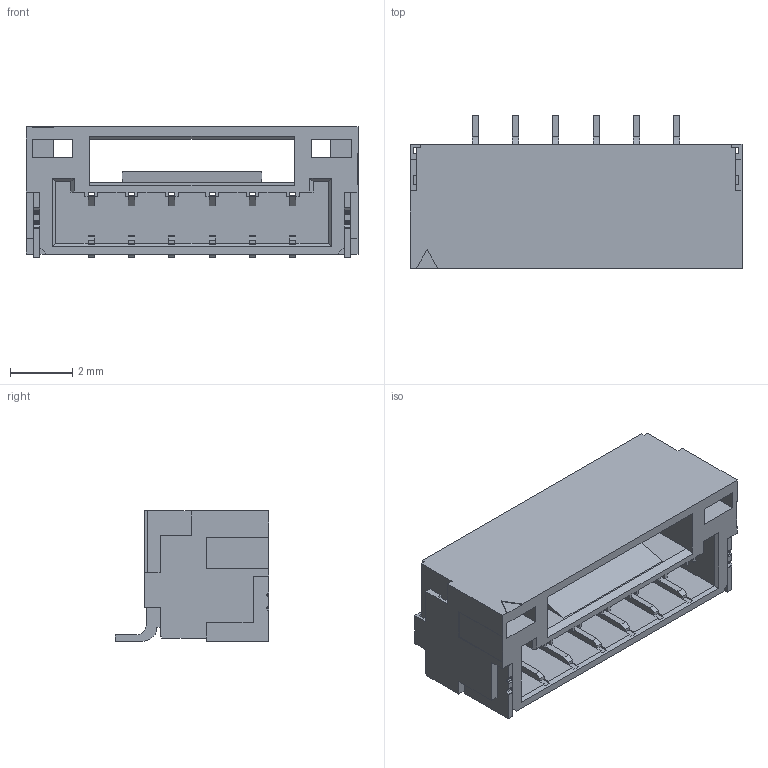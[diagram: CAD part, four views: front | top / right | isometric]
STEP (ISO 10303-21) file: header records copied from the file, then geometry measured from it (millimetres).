
FILE_DESCRIPTION(('FreeCAD Model'),'2;1');
FILE_NAME('JST_GHR_6.step', '2019-05-09T15:49:16',(''),(''),'Open CASCADE STEP processor 7.3', 'FreeCAD','Unknown');
FILE_SCHEMA(('AUTOMOTIVE_DESIGN { 1 0 10303 214 1 1 1 1 }'));
Length unit declared in the file: millimetre
Products named in the file (1): JST_GHR_6
Bounding box: 10.7 x 4.96 x 4.2 mm (x, y, z)
Volume: 91.7 mm3; surface area: 392.4 mm2
Topology: 1 solids, 1 shells, 415 faces, 1193 edges, 754 vertices
Faces by surface type: plane 381, cylinder 34
Entity records: 16225 total; most frequent: ORIENTED_EDGE 2414, CARTESIAN_POINT 2363, DIRECTION 2097, EDGE_CURVE 1193, LINE 1121, VECTOR 1121, VERTEX_POINT 754, AXIS2_PLACEMENT_3D 488
